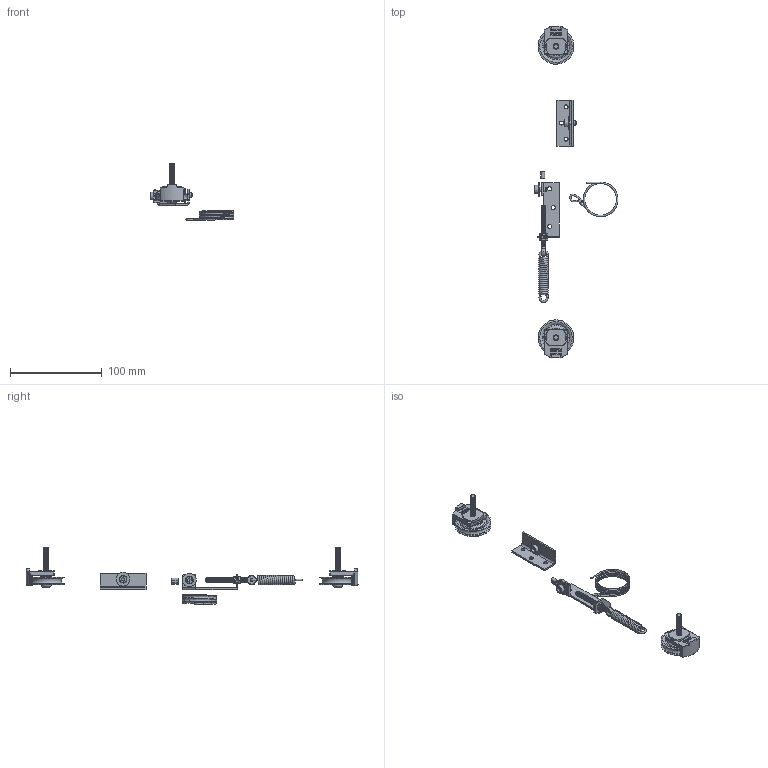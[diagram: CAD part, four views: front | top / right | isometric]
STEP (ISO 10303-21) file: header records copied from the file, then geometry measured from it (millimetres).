
FILE_DESCRIPTION(/* description */ (''),/* implementation_level */ '2;1');
FILE_NAME(/* name */ '11050-2.stp',/* time_stamp */ '2019-08-05T11:28:54+02:00',/* author */ ('DOMINIQUE'),/* organization */ (''),/* preprocessor_version */ 'ST-DEVELOPER v17.2',/* originating_system */ 'Autodesk Inventor 2019',/* authorisation */ '');
FILE_SCHEMA (('AUTOMOTIVE_DESIGN { 1 0 10303 214 3 1 1 }'));
Length unit declared in the file: millimetre
Products named in the file (18): 11050SI; 21838-1; equerre de jonction valcomp; PN-77/M-82426 - M5 x 50; ISO 4035 - M5; valcomp_219068_02; 21838-2; valcomp_219065_01.; ISO 7093 A - ST 5 - 140 HV; ISO 4762 - M5 x 8; 21838-3; 21836_D; 21780; 21780_1; 09114; 09142; 22526; cable SAFINSIDE synchro
Assembly tree (24 placements, depth 3):
  11050SI
    21838-1
      equerre de jonction valcomp
      ISO 4762 - M5 x 8
      ISO 7093 A - ST 5 - 140 HV
      PN-77/M-82426 - M5 x 50
      ISO 4035 - M5  x2
      valcomp_219068_02
    21838-2
      valcomp_219065_01.
      ISO 7093 A - ST 5 - 140 HV
      ISO 4762 - M5 x 8
    21838-3
    21836_D  x2
    21780  x2
      21780_1
      09114
    09142  x2
    22526  x2
    cable SAFINSIDE synchro
Bounding box: 90.94 x 361 x 62.25 mm (x, y, z)
Volume: 33801 mm3; surface area: 40081.1 mm2
Topology: 34 solids, 36 shells, 868 faces, 2284 edges, 1498 vertices
Faces by surface type: cylinder 282, plane 237, bspline 176, torus 93, sphere 51, cone 29
Full cylindrical faces by diameter (mm): 1.5 x2, 3 x1, 4.134 x5, 4.3 x6, 5 x50, 5.3 x2, 6 x76, 6.2 x4, 7.8 x2, 8 x2, 8.5 x2, 10.5 x2, 12 x2, 12.564 x8, 15 x2, 17.436 x8, 22 x4, 39 x4
Entity records: 29598 total; most frequent: CARTESIAN_POINT 16820, ORIENTED_EDGE 2676, DIRECTION 2304, EDGE_CURVE 1338, VERTEX_POINT 911, AXIS2_PLACEMENT_3D 901, EDGE_LOOP 575, FACE_OUTER_BOUND 503
